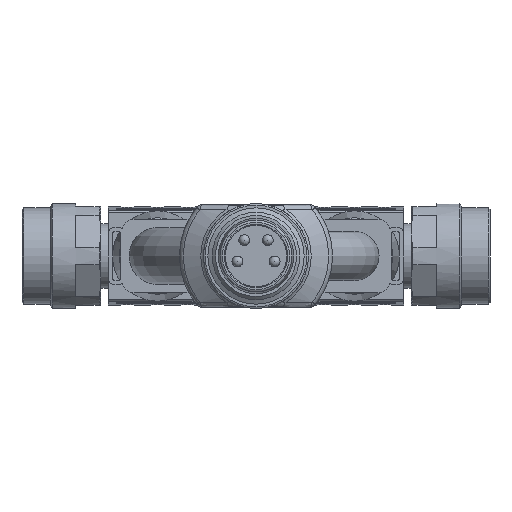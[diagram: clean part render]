
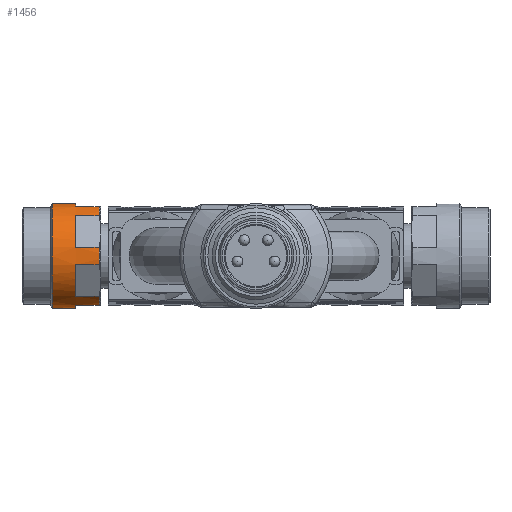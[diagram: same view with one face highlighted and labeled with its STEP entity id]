
A CAD part, left-side view. The second image highlights one B-rep face of the part: STEP entity #1456.
In plain terms, the highlighted cylindrical face has radius 4.8 mm (diameter 9.6 mm), a full revolution.
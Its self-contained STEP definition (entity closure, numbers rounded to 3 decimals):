
#953=CYLINDRICAL_SURFACE('',#11692,4.8);
#1456=ADVANCED_FACE('',(#3624,#3625),#953,.T.);
#2584=LINE('',#20621,#3276);
#2585=LINE('',#20626,#3277);
#2586=LINE('',#20630,#3278);
#2587=LINE('',#20634,#3279);
#2588=LINE('',#20638,#3280);
#2589=LINE('',#20642,#3281);
#2590=LINE('',#20646,#3282);
#2591=LINE('',#20650,#3283);
#2592=LINE('',#20654,#3284);
#2593=LINE('',#20658,#3285);
#2594=LINE('',#20662,#3286);
#2595=LINE('',#20666,#3287);
#3276=VECTOR('',#14282,1.);
#3277=VECTOR('',#14285,1.);
#3278=VECTOR('',#14288,1.);
#3279=VECTOR('',#14291,1.);
#3280=VECTOR('',#14294,1.);
#3281=VECTOR('',#14297,1.);
#3282=VECTOR('',#14300,1.);
#3283=VECTOR('',#14303,1.);
#3284=VECTOR('',#14306,1.);
#3285=VECTOR('',#14309,1.);
#3286=VECTOR('',#14312,1.);
#3287=VECTOR('',#14315,1.);
#3624=FACE_BOUND('',#4236,.T.);
#3625=FACE_BOUND('',#4237,.T.);
#4236=EDGE_LOOP('',(#6572));
#4237=EDGE_LOOP('',(#6573,#6574,#6575,#6576,#6577,#6578,#6579,#6580,#6581,
#6582,#6583,#6584,#6585,#6586,#6587,#6588,#6589,#6590,#6591,#6592,#6593,
#6594,#6595,#6596));
#6572=ORIENTED_EDGE('',*,*,#9670,.T.);
#6573=ORIENTED_EDGE('',*,*,#9671,.F.);
#6574=ORIENTED_EDGE('',*,*,#9672,.T.);
#6575=ORIENTED_EDGE('',*,*,#9673,.F.);
#6576=ORIENTED_EDGE('',*,*,#9674,.T.);
#6577=ORIENTED_EDGE('',*,*,#9675,.F.);
#6578=ORIENTED_EDGE('',*,*,#9676,.T.);
#6579=ORIENTED_EDGE('',*,*,#9677,.F.);
#6580=ORIENTED_EDGE('',*,*,#9678,.T.);
#6581=ORIENTED_EDGE('',*,*,#9679,.F.);
#6582=ORIENTED_EDGE('',*,*,#9680,.T.);
#6583=ORIENTED_EDGE('',*,*,#9681,.F.);
#6584=ORIENTED_EDGE('',*,*,#9682,.T.);
#6585=ORIENTED_EDGE('',*,*,#9683,.F.);
#6586=ORIENTED_EDGE('',*,*,#9684,.T.);
#6587=ORIENTED_EDGE('',*,*,#9685,.F.);
#6588=ORIENTED_EDGE('',*,*,#9686,.T.);
#6589=ORIENTED_EDGE('',*,*,#9687,.F.);
#6590=ORIENTED_EDGE('',*,*,#9688,.T.);
#6591=ORIENTED_EDGE('',*,*,#9689,.F.);
#6592=ORIENTED_EDGE('',*,*,#9690,.T.);
#6593=ORIENTED_EDGE('',*,*,#9691,.F.);
#6594=ORIENTED_EDGE('',*,*,#9692,.T.);
#6595=ORIENTED_EDGE('',*,*,#9693,.F.);
#6596=ORIENTED_EDGE('',*,*,#9694,.T.);
#8288=VERTEX_POINT('',#20620);
#8289=VERTEX_POINT('',#20622);
#8290=VERTEX_POINT('',#20623);
#8291=VERTEX_POINT('',#20625);
#8292=VERTEX_POINT('',#20627);
#8293=VERTEX_POINT('',#20629);
#8294=VERTEX_POINT('',#20631);
#8295=VERTEX_POINT('',#20633);
#8296=VERTEX_POINT('',#20635);
#8297=VERTEX_POINT('',#20637);
#8298=VERTEX_POINT('',#20639);
#8299=VERTEX_POINT('',#20641);
#8300=VERTEX_POINT('',#20643);
#8301=VERTEX_POINT('',#20645);
#8302=VERTEX_POINT('',#20647);
#8303=VERTEX_POINT('',#20649);
#8304=VERTEX_POINT('',#20651);
#8305=VERTEX_POINT('',#20653);
#8306=VERTEX_POINT('',#20655);
#8307=VERTEX_POINT('',#20657);
#8308=VERTEX_POINT('',#20659);
#8309=VERTEX_POINT('',#20661);
#8310=VERTEX_POINT('',#20663);
#8311=VERTEX_POINT('',#20665);
#8312=VERTEX_POINT('',#20667);
#9670=EDGE_CURVE('',#8288,#8288,#10662,.T.);
#9671=EDGE_CURVE('',#8289,#8290,#2584,.T.);
#9672=EDGE_CURVE('',#8289,#8291,#10663,.T.);
#9673=EDGE_CURVE('',#8292,#8291,#2585,.T.);
#9674=EDGE_CURVE('',#8292,#8293,#10664,.T.);
#9675=EDGE_CURVE('',#8294,#8293,#2586,.T.);
#9676=EDGE_CURVE('',#8294,#8295,#10665,.T.);
#9677=EDGE_CURVE('',#8296,#8295,#2587,.T.);
#9678=EDGE_CURVE('',#8296,#8297,#10666,.T.);
#9679=EDGE_CURVE('',#8298,#8297,#2588,.T.);
#9680=EDGE_CURVE('',#8298,#8299,#10667,.T.);
#9681=EDGE_CURVE('',#8300,#8299,#2589,.T.);
#9682=EDGE_CURVE('',#8300,#8301,#10668,.T.);
#9683=EDGE_CURVE('',#8302,#8301,#2590,.T.);
#9684=EDGE_CURVE('',#8302,#8303,#10669,.T.);
#9685=EDGE_CURVE('',#8304,#8303,#2591,.T.);
#9686=EDGE_CURVE('',#8304,#8305,#10670,.T.);
#9687=EDGE_CURVE('',#8306,#8305,#2592,.T.);
#9688=EDGE_CURVE('',#8306,#8307,#10671,.T.);
#9689=EDGE_CURVE('',#8308,#8307,#2593,.T.);
#9690=EDGE_CURVE('',#8308,#8309,#10672,.T.);
#9691=EDGE_CURVE('',#8310,#8309,#2594,.T.);
#9692=EDGE_CURVE('',#8310,#8311,#10673,.T.);
#9693=EDGE_CURVE('',#8312,#8311,#2595,.T.);
#9694=EDGE_CURVE('',#8312,#8290,#10674,.T.);
#10662=CIRCLE('',#11679,4.8);
#10663=CIRCLE('',#11680,4.8);
#10664=CIRCLE('',#11681,4.8);
#10665=CIRCLE('',#11682,4.8);
#10666=CIRCLE('',#11683,4.8);
#10667=CIRCLE('',#11684,4.8);
#10668=CIRCLE('',#11685,4.8);
#10669=CIRCLE('',#11686,4.8);
#10670=CIRCLE('',#11687,4.8);
#10671=CIRCLE('',#11688,4.8);
#10672=CIRCLE('',#11689,4.8);
#10673=CIRCLE('',#11690,4.8);
#10674=CIRCLE('',#11691,4.8);
#11679=AXIS2_PLACEMENT_3D('',#20619,#14280,#14281);
#11680=AXIS2_PLACEMENT_3D('',#20624,#14283,#14284);
#11681=AXIS2_PLACEMENT_3D('',#20628,#14286,#14287);
#11682=AXIS2_PLACEMENT_3D('',#20632,#14289,#14290);
#11683=AXIS2_PLACEMENT_3D('',#20636,#14292,#14293);
#11684=AXIS2_PLACEMENT_3D('',#20640,#14295,#14296);
#11685=AXIS2_PLACEMENT_3D('',#20644,#14298,#14299);
#11686=AXIS2_PLACEMENT_3D('',#20648,#14301,#14302);
#11687=AXIS2_PLACEMENT_3D('',#20652,#14304,#14305);
#11688=AXIS2_PLACEMENT_3D('',#20656,#14307,#14308);
#11689=AXIS2_PLACEMENT_3D('',#20660,#14310,#14311);
#11690=AXIS2_PLACEMENT_3D('',#20664,#14313,#14314);
#11691=AXIS2_PLACEMENT_3D('',#20668,#14316,#14317);
#11692=AXIS2_PLACEMENT_3D('',#20669,#14318,#14319);
#14280=DIRECTION('',(0.,-1.,0.));
#14281=DIRECTION('',(0.,0.,1.));
#14282=DIRECTION('',(0.,1.,0.));
#14283=DIRECTION('',(0.,1.,0.));
#14284=DIRECTION('',(0.,0.,1.));
#14285=DIRECTION('',(0.,-1.,0.));
#14286=DIRECTION('',(0.,1.,0.));
#14287=DIRECTION('',(0.,0.,1.));
#14288=DIRECTION('',(0.,1.,0.));
#14289=DIRECTION('',(0.,1.,0.));
#14290=DIRECTION('',(0.,0.,1.));
#14291=DIRECTION('',(0.,-1.,0.));
#14292=DIRECTION('',(0.,1.,0.));
#14293=DIRECTION('',(0.,0.,1.));
#14294=DIRECTION('',(0.,1.,0.));
#14295=DIRECTION('',(0.,1.,0.));
#14296=DIRECTION('',(0.,0.,1.));
#14297=DIRECTION('',(0.,-1.,0.));
#14298=DIRECTION('',(0.,1.,0.));
#14299=DIRECTION('',(0.,0.,1.));
#14300=DIRECTION('',(0.,1.,0.));
#14301=DIRECTION('',(0.,1.,0.));
#14302=DIRECTION('',(0.,0.,1.));
#14303=DIRECTION('',(0.,-1.,0.));
#14304=DIRECTION('',(0.,1.,0.));
#14305=DIRECTION('',(0.,0.,1.));
#14306=DIRECTION('',(0.,1.,0.));
#14307=DIRECTION('',(0.,1.,0.));
#14308=DIRECTION('',(0.,0.,1.));
#14309=DIRECTION('',(0.,-1.,0.));
#14310=DIRECTION('',(0.,1.,0.));
#14311=DIRECTION('',(0.,0.,1.));
#14312=DIRECTION('',(0.,1.,0.));
#14313=DIRECTION('',(0.,1.,0.));
#14314=DIRECTION('',(0.,0.,1.));
#14315=DIRECTION('',(0.,-1.,0.));
#14316=DIRECTION('',(0.,1.,0.));
#14317=DIRECTION('',(0.,0.,1.));
#14318=DIRECTION('',(0.,1.,0.));
#14319=DIRECTION('',(0.,0.,1.));
#20619=CARTESIAN_POINT('',(96.3,18.65,0.));
#20620=CARTESIAN_POINT('',(96.3,18.65,4.8));
#20621=CARTESIAN_POINT('',(99.362,46.2,-3.696));
#20622=CARTESIAN_POINT('',(99.362,14.35,-3.696));
#20623=CARTESIAN_POINT('',(99.362,16.5,-3.696));
#20624=CARTESIAN_POINT('',(96.3,14.35,0.));
#20625=CARTESIAN_POINT('',(97.97,14.35,-4.5));
#20626=CARTESIAN_POINT('',(97.97,46.2,-4.5));
#20627=CARTESIAN_POINT('',(97.97,16.5,-4.5));
#20628=CARTESIAN_POINT('',(96.3,16.5,0.));
#20629=CARTESIAN_POINT('',(94.63,16.5,-4.5));
#20630=CARTESIAN_POINT('',(94.63,46.2,-4.5));
#20631=CARTESIAN_POINT('',(94.63,14.35,-4.5));
#20632=CARTESIAN_POINT('',(96.3,14.35,0.));
#20633=CARTESIAN_POINT('',(93.238,14.35,-3.696));
#20634=CARTESIAN_POINT('',(93.238,46.2,-3.696));
#20635=CARTESIAN_POINT('',(93.238,16.5,-3.696));
#20636=CARTESIAN_POINT('',(96.3,16.5,0.));
#20637=CARTESIAN_POINT('',(91.568,16.5,-0.803));
#20638=CARTESIAN_POINT('',(91.568,46.2,-0.803));
#20639=CARTESIAN_POINT('',(91.568,14.35,-0.803));
#20640=CARTESIAN_POINT('',(96.3,14.35,0.));
#20641=CARTESIAN_POINT('',(91.568,14.35,0.804));
#20642=CARTESIAN_POINT('',(91.568,46.2,0.804));
#20643=CARTESIAN_POINT('',(91.568,16.5,0.804));
#20644=CARTESIAN_POINT('',(96.3,16.5,0.));
#20645=CARTESIAN_POINT('',(93.238,16.5,3.697));
#20646=CARTESIAN_POINT('',(93.238,46.2,3.697));
#20647=CARTESIAN_POINT('',(93.238,14.35,3.697));
#20648=CARTESIAN_POINT('',(96.3,14.35,0.));
#20649=CARTESIAN_POINT('',(94.63,14.35,4.5));
#20650=CARTESIAN_POINT('',(94.63,46.2,4.5));
#20651=CARTESIAN_POINT('',(94.63,16.5,4.5));
#20652=CARTESIAN_POINT('',(96.3,16.5,0.));
#20653=CARTESIAN_POINT('',(97.97,16.5,4.5));
#20654=CARTESIAN_POINT('',(97.97,46.2,4.5));
#20655=CARTESIAN_POINT('',(97.97,14.35,4.5));
#20656=CARTESIAN_POINT('',(96.3,14.35,0.));
#20657=CARTESIAN_POINT('',(99.362,14.35,3.697));
#20658=CARTESIAN_POINT('',(99.362,46.2,3.697));
#20659=CARTESIAN_POINT('',(99.362,16.5,3.697));
#20660=CARTESIAN_POINT('',(96.3,16.5,0.));
#20661=CARTESIAN_POINT('',(101.032,16.5,0.804));
#20662=CARTESIAN_POINT('',(101.032,46.2,0.804));
#20663=CARTESIAN_POINT('',(101.032,14.35,0.804));
#20664=CARTESIAN_POINT('',(96.3,14.35,0.));
#20665=CARTESIAN_POINT('',(101.032,14.35,-0.803));
#20666=CARTESIAN_POINT('',(101.032,46.2,-0.803));
#20667=CARTESIAN_POINT('',(101.032,16.5,-0.803));
#20668=CARTESIAN_POINT('',(96.3,16.5,0.));
#20669=CARTESIAN_POINT('',(96.3,46.2,0.));
